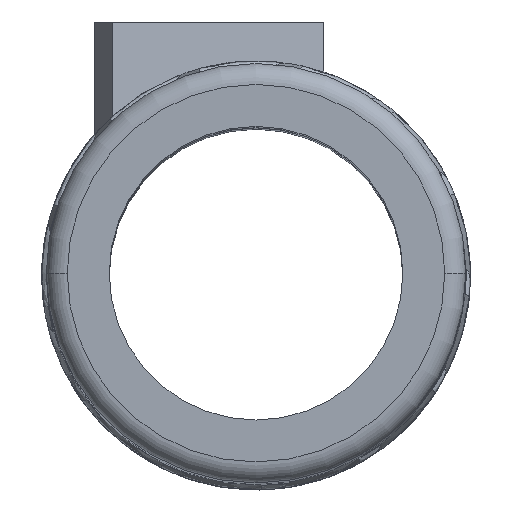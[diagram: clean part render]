
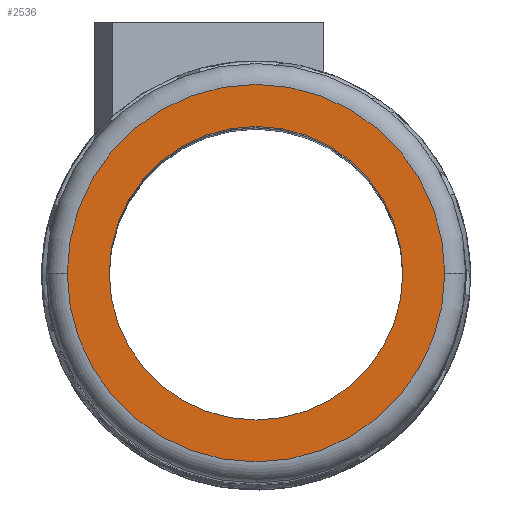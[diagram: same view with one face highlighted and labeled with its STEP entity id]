
A CAD part, top view. The second image highlights one B-rep face of the part: STEP entity #2536.
In plain terms, the highlighted planar face has unit normal (0, 0, 1).
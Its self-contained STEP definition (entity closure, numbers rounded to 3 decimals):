
#419 = DIRECTION ( 'NONE',  ( 0., 0., 1. ) ) ;
#754 = DIRECTION ( 'NONE',  ( 0., 0., 1. ) ) ;
#771 = EDGE_LOOP ( 'NONE', ( #2501, #989 ) ) ;
#989 = ORIENTED_EDGE ( 'NONE', *, *, #2243, .F. ) ;
#1062 = VERTEX_POINT ( 'NONE', #3603 ) ;
#1189 = CIRCLE ( 'NONE', #3822, 0.572 ) ;
#1356 = ORIENTED_EDGE ( 'NONE', *, *, #2585, .T. ) ;
#1538 = CARTESIAN_POINT ( 'NONE',  ( -0.445, 0., 5.08 ) ) ;
#1545 = CARTESIAN_POINT ( 'NONE',  ( 0., 0., 5.08 ) ) ;
#1580 = CARTESIAN_POINT ( 'NONE',  ( 0., 0., 5.08 ) ) ;
#1799 = FACE_BOUND ( 'NONE', #771, .T. ) ;
#1948 = DIRECTION ( 'NONE',  ( 1., 0., 0. ) ) ;
#1958 = DIRECTION ( 'NONE',  ( 1., 0., 0. ) ) ;
#1978 = DIRECTION ( 'NONE',  ( 1., 0., 0. ) ) ;
#2084 = CARTESIAN_POINT ( 'NONE',  ( 0., 0., 5.08 ) ) ;
#2237 = EDGE_CURVE ( 'NONE', #4826, #4377, #4498, .T. ) ;
#2243 = EDGE_CURVE ( 'NONE', #4377, #4826, #4371, .T. ) ;
#2395 = EDGE_CURVE ( 'NONE', #1062, #3192, #2615, .T. ) ;
#2501 = ORIENTED_EDGE ( 'NONE', *, *, #2237, .F. ) ;
#2536 = ADVANCED_FACE ( 'NONE', ( #4971, #1799 ), #4443, .T. ) ;
#2585 = EDGE_CURVE ( 'NONE', #3192, #1062, #1189, .T. ) ;
#2609 = DIRECTION ( 'NONE',  ( 1., 0., 0. ) ) ;
#2615 = CIRCLE ( 'NONE', #4456, 0.572 ) ;
#2621 = EDGE_LOOP ( 'NONE', ( #4620, #1356 ) ) ;
#2748 = AXIS2_PLACEMENT_3D ( 'NONE', #2919, #419, #3316 ) ;
#2919 = CARTESIAN_POINT ( 'NONE',  ( 0., 0., 5.08 ) ) ;
#3127 = AXIS2_PLACEMENT_3D ( 'NONE', #5218, #754, #1958 ) ;
#3192 = VERTEX_POINT ( 'NONE', #5048 ) ;
#3279 = AXIS2_PLACEMENT_3D ( 'NONE', #2084, #4989, #2609 ) ;
#3316 = DIRECTION ( 'NONE',  ( 1., 0., 0. ) ) ;
#3603 = CARTESIAN_POINT ( 'NONE',  ( 0.572, 0., 5.08 ) ) ;
#3822 = AXIS2_PLACEMENT_3D ( 'NONE', #1580, #4465, #1978 ) ;
#4371 = CIRCLE ( 'NONE', #3279, 0.445 ) ;
#4377 = VERTEX_POINT ( 'NONE', #4513 ) ;
#4433 = DIRECTION ( 'NONE',  ( 0., 0., 1. ) ) ;
#4443 = PLANE ( 'NONE',  #3127 ) ;
#4456 = AXIS2_PLACEMENT_3D ( 'NONE', #1545, #4433, #1948 ) ;
#4465 = DIRECTION ( 'NONE',  ( 0., 0., 1. ) ) ;
#4498 = CIRCLE ( 'NONE', #2748, 0.445 ) ;
#4513 = CARTESIAN_POINT ( 'NONE',  ( 0.445, 0., 5.08 ) ) ;
#4620 = ORIENTED_EDGE ( 'NONE', *, *, #2395, .T. ) ;
#4826 = VERTEX_POINT ( 'NONE', #1538 ) ;
#4971 = FACE_OUTER_BOUND ( 'NONE', #2621, .T. ) ;
#4989 = DIRECTION ( 'NONE',  ( 0., 0., 1. ) ) ;
#5048 = CARTESIAN_POINT ( 'NONE',  ( -0.572, 0., 5.08 ) ) ;
#5218 = CARTESIAN_POINT ( 'NONE',  ( 0., 0., 5.08 ) ) ;
